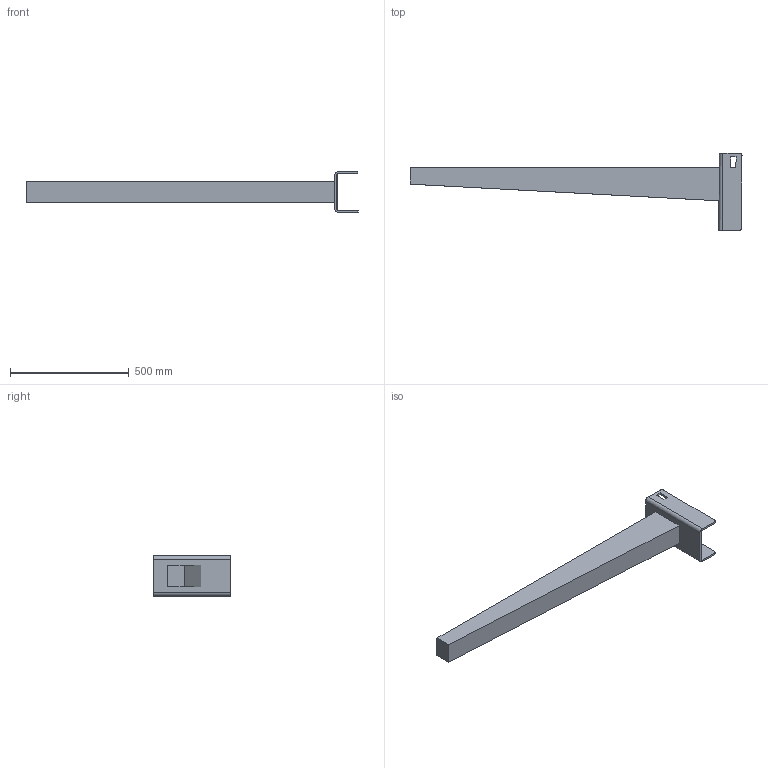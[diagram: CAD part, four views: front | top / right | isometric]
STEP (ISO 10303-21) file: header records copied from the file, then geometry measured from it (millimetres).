
FILE_DESCRIPTION (( 'STEP AP203' ), '1' );
FILE_NAME ('ARM_REV_.step', '2026-01-12T23:57:29', ( '' ), ( '' ), 'SwSTEP 2.0', 'SolidWorks 2025', '' );
FILE_SCHEMA (( 'CONFIG_CONTROL_DESIGN' ));
Length unit declared in the file: millimetre
Products named in the file (1): ARM_REV_
Bounding box: 1395.43 x 325.74 x 169 mm (x, y, z)
Volume: 13134138 mm3; surface area: 751678.9 mm2
Topology: 2 solids, 2 shells, 41 faces, 95 edges, 58 vertices
Faces by surface type: plane 32, cylinder 9
Entity records: 1222 total; most frequent: DIRECTION 197, CARTESIAN_POINT 195, ORIENTED_EDGE 190, EDGE_CURVE 95, VECTOR 77, LINE 77, AXIS2_PLACEMENT_3D 60, VERTEX_POINT 58
